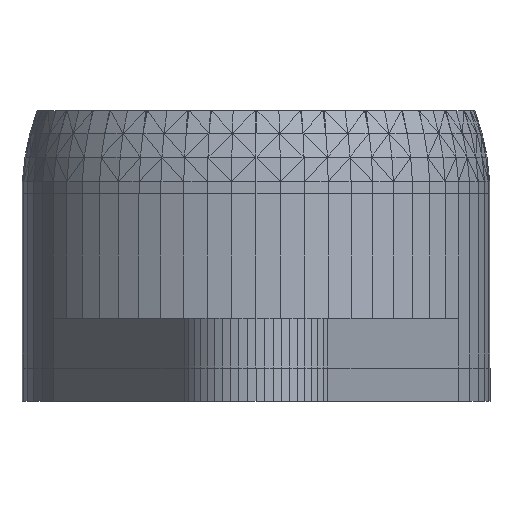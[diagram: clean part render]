
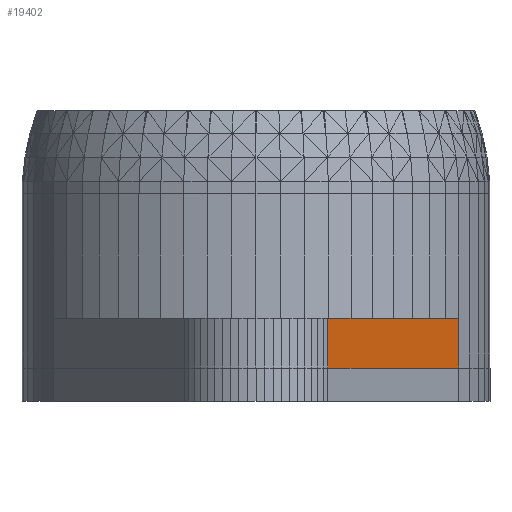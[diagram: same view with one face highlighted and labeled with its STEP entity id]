
A CAD part, left-side view. The second image highlights one B-rep face of the part: STEP entity #19402.
In plain terms, the highlighted planar face has unit normal (-0.52, -0.854, 0).
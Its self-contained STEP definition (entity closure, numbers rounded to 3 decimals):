
#638=FACE_OUTER_BOUND('',#1929,.T.);
#1929=EDGE_LOOP('',(#14560,#14561,#14562,#14563));
#3935=LINE('',#29309,#6630);
#3975=LINE('',#29385,#6670);
#4001=LINE('',#29438,#6696);
#4002=LINE('',#29439,#6697);
#6630=VECTOR('',#23876,1.);
#6670=VECTOR('',#23922,1.);
#6696=VECTOR('',#23972,1.);
#6697=VECTOR('',#23973,1.);
#8754=VERTEX_POINT('',#29306);
#8755=VERTEX_POINT('',#29308);
#8788=VERTEX_POINT('',#29383);
#8803=VERTEX_POINT('',#29437);
#10739=EDGE_CURVE('',#8754,#8755,#3935,.T.);
#10779=EDGE_CURVE('',#8788,#8754,#3975,.T.);
#10805=EDGE_CURVE('',#8788,#8803,#4001,.T.);
#10806=EDGE_CURVE('',#8803,#8755,#4002,.T.);
#14560=ORIENTED_EDGE('',*,*,#10739,.F.);
#14561=ORIENTED_EDGE('',*,*,#10779,.F.);
#14562=ORIENTED_EDGE('',*,*,#10805,.T.);
#14563=ORIENTED_EDGE('',*,*,#10806,.T.);
#18115=PLANE('',#20716);
#19402=ADVANCED_FACE('',(#638),#18115,.T.);
#20716=AXIS2_PLACEMENT_3D('',#29436,#23970,#23971);
#23876=DIRECTION('',(0.854,-0.52,0.));
#23922=DIRECTION('',(0.,0.,1.));
#23970=DIRECTION('center_axis',(-0.52,-0.854,0.));
#23971=DIRECTION('ref_axis',(0.,0.,1.));
#23972=DIRECTION('',(0.854,-0.52,0.));
#23973=DIRECTION('',(0.,0.,1.));
#29306=CARTESIAN_POINT('',(27.222,-110.392,3.));
#29308=CARTESIAN_POINT('',(40.172,-118.273,3.));
#29309=CARTESIAN_POINT('',(27.222,-110.392,3.));
#29383=CARTESIAN_POINT('',(27.222,-110.392,0.));
#29385=CARTESIAN_POINT('',(27.222,-110.392,0.));
#29436=CARTESIAN_POINT('Origin',(27.222,-110.392,3.));
#29437=CARTESIAN_POINT('',(40.172,-118.273,0.));
#29438=CARTESIAN_POINT('',(27.222,-110.392,0.));
#29439=CARTESIAN_POINT('',(40.172,-118.273,0.));
